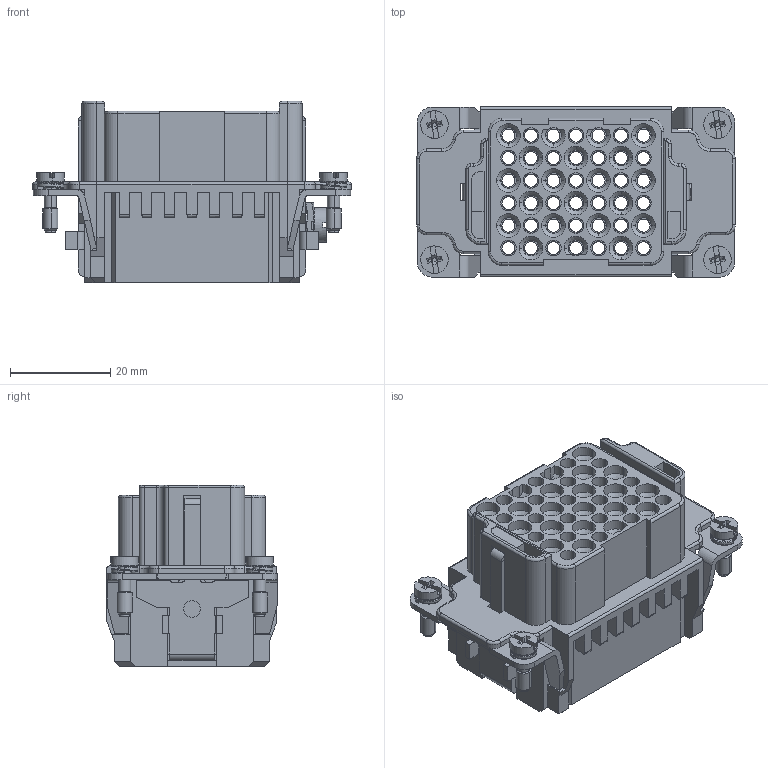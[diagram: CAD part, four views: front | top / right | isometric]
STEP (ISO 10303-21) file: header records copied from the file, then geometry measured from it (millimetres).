
FILE_DESCRIPTION (( 'STEP AP203' ), '1' );
FILE_NAME ('290203042.step', '2025-02-12T17:38:57', ( '' ), ( '' ), 'SwSTEP 2.0', 'SolidWorks 2024', '' );
FILE_SCHEMA (( 'CONFIG_CONTROL_DESIGN' ));
Length unit declared in the file: inch
Products named in the file (1): 290203042
Bounding box: 63.75 x 34.05 x 36.3 mm (x, y, z)
Volume: 27396.1 mm3; surface area: 31385.4 mm2
Topology: 13 solids, 13 shells, 1523 faces, 3927 edges, 2578 vertices
Faces by surface type: plane 740, cylinder 648, cone 70, bspline 41, torus 24
Entity records: 59212 total; most frequent: CARTESIAN_POINT 23465, ORIENTED_EDGE 7854, DIRECTION 6554, EDGE_CURVE 3927, VERTEX_POINT 2578, VECTOR 2274, LINE 2274, AXIS2_PLACEMENT_3D 2140
